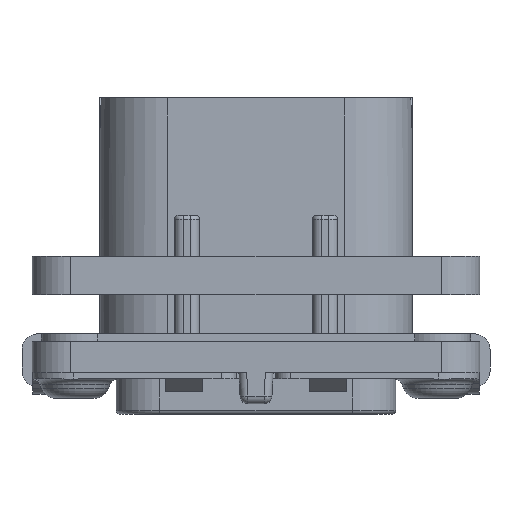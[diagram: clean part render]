
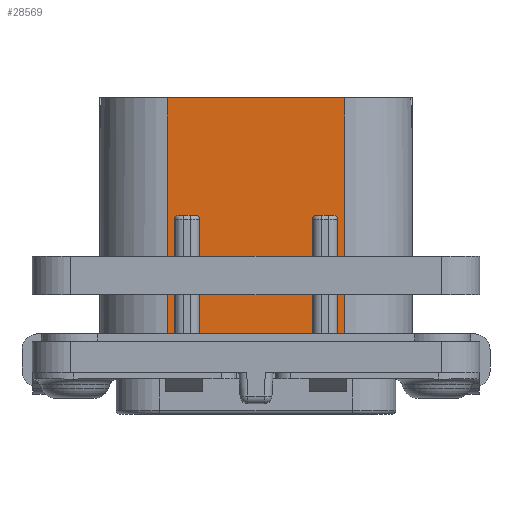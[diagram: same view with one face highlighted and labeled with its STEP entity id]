
A CAD part, front view. The second image highlights one B-rep face of the part: STEP entity #28569.
In plain terms, the highlighted planar face has unit normal (0, -1, 0).
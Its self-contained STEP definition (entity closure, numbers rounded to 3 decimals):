
#1176=DIRECTION('',(1.,0.,0.));
#1177=VECTOR('',#1176,11.4);
#1178=CARTESIAN_POINT('',(-5.7,-9.,17.67));
#1179=LINE('',#1178,#1177);
#5114=DIRECTION('',(1.,0.,0.));
#5115=VECTOR('',#5114,0.45);
#5116=CARTESIAN_POINT('',(-5.7,-9.,2.));
#5117=LINE('',#5116,#5115);
#5126=CARTESIAN_POINT('',(-5.,-9.,9.87));
#5127=DIRECTION('',(0.,1.,0.));
#5128=DIRECTION('',(-1.,0.,0.));
#5129=AXIS2_PLACEMENT_3D('',#5126,#5127,#5128);
#5158=CARTESIAN_POINT('',(-3.9,-9.,9.87));
#5159=DIRECTION('',(0.,1.,0.));
#5160=DIRECTION('',(0.,0.,1.));
#5161=AXIS2_PLACEMENT_3D('',#5158,#5159,#5160);
#5171=DIRECTION('',(0.,0.,1.));
#5172=VECTOR('',#5171,7.87);
#5173=CARTESIAN_POINT('',(5.25,-9.,2.));
#5174=LINE('',#5173,#5172);
#5175=DIRECTION('',(1.,0.,0.));
#5176=VECTOR('',#5175,1.1);
#5177=CARTESIAN_POINT('',(3.9,-9.,10.12));
#5178=LINE('',#5177,#5176);
#5179=DIRECTION('',(0.,0.,1.));
#5180=VECTOR('',#5179,7.87);
#5181=CARTESIAN_POINT('',(3.65,-9.,2.));
#5182=LINE('',#5181,#5180);
#5183=DIRECTION('',(0.,0.,1.));
#5184=VECTOR('',#5183,7.87);
#5185=CARTESIAN_POINT('',(-3.65,-9.,2.));
#5186=LINE('',#5185,#5184);
#5187=DIRECTION('',(1.,0.,0.));
#5188=VECTOR('',#5187,1.1);
#5189=CARTESIAN_POINT('',(-5.,-9.,10.12));
#5190=LINE('',#5189,#5188);
#5191=DIRECTION('',(0.,0.,1.));
#5192=VECTOR('',#5191,7.87);
#5193=CARTESIAN_POINT('',(-5.25,-9.,2.));
#5194=LINE('',#5193,#5192);
#5195=DIRECTION('',(0.,0.,-1.));
#5196=VECTOR('',#5195,15.67);
#5197=CARTESIAN_POINT('',(-5.7,-9.,17.67));
#5198=LINE('',#5197,#5196);
#5199=DIRECTION('',(0.,0.,-1.));
#5200=VECTOR('',#5199,15.67);
#5201=CARTESIAN_POINT('',(5.7,-9.,17.67));
#5202=LINE('',#5201,#5200);
#5216=CARTESIAN_POINT('',(5.,-9.,9.87));
#5217=DIRECTION('',(0.,1.,0.));
#5218=DIRECTION('',(0.,0.,1.));
#5219=AXIS2_PLACEMENT_3D('',#5216,#5217,#5218);
#5258=CARTESIAN_POINT('',(3.9,-9.,9.87));
#5259=DIRECTION('',(0.,1.,0.));
#5260=DIRECTION('',(-1.,0.,0.));
#5261=AXIS2_PLACEMENT_3D('',#5258,#5259,#5260);
#5349=DIRECTION('',(1.,0.,0.));
#5350=VECTOR('',#5349,0.45);
#5351=CARTESIAN_POINT('',(5.25,-9.,2.));
#5352=LINE('',#5351,#5350);
#11296=DIRECTION('',(1.,0.,0.));
#11297=VECTOR('',#11296,7.3);
#11298=CARTESIAN_POINT('',(-3.65,-9.,2.));
#11299=LINE('',#11298,#11297);
#18239=CARTESIAN_POINT('',(-5.7,-9.,17.67));
#18240=CARTESIAN_POINT('',(-5.7,-9.,2.));
#18241=VERTEX_POINT('',#18239);
#18242=VERTEX_POINT('',#18240);
#18243=CARTESIAN_POINT('',(5.7,-9.,17.67));
#18244=CARTESIAN_POINT('',(5.7,-9.,2.));
#18245=VERTEX_POINT('',#18243);
#18246=VERTEX_POINT('',#18244);
#18397=CARTESIAN_POINT('',(-5.25,-9.,2.));
#18398=VERTEX_POINT('',#18397);
#18399=CARTESIAN_POINT('',(-3.65,-9.,2.));
#18400=CARTESIAN_POINT('',(3.65,-9.,2.));
#18401=VERTEX_POINT('',#18399);
#18402=VERTEX_POINT('',#18400);
#18403=CARTESIAN_POINT('',(5.25,-9.,2.));
#18404=VERTEX_POINT('',#18403);
#20856=CARTESIAN_POINT('',(-3.65,-9.,9.87));
#20858=VERTEX_POINT('',#20856);
#20860=CARTESIAN_POINT('',(-3.9,-9.,10.12));
#20862=VERTEX_POINT('',#20860);
#20883=CARTESIAN_POINT('',(-5.,-9.,10.12));
#20884=VERTEX_POINT('',#20883);
#20885=CARTESIAN_POINT('',(-5.25,-9.,9.87));
#20886=VERTEX_POINT('',#20885);
#20888=CARTESIAN_POINT('',(5.25,-9.,9.87));
#20890=VERTEX_POINT('',#20888);
#20892=CARTESIAN_POINT('',(5.,-9.,10.12));
#20894=VERTEX_POINT('',#20892);
#20895=CARTESIAN_POINT('',(3.9,-9.,10.12));
#20897=VERTEX_POINT('',#20895);
#20899=CARTESIAN_POINT('',(3.65,-9.,9.87));
#20901=VERTEX_POINT('',#20899);
#28539=CARTESIAN_POINT('',(-10.05,-9.,2.));
#28540=DIRECTION('',(0.,-1.,0.));
#28541=DIRECTION('',(1.,0.,0.));
#28542=AXIS2_PLACEMENT_3D('',#28539,#28540,#28541);
#28543=PLANE('',#28542);
#28545=ORIENTED_EDGE('',*,*,#28544,.T.);
#28547=ORIENTED_EDGE('',*,*,#28546,.F.);
#28549=ORIENTED_EDGE('',*,*,#28548,.F.);
#28551=ORIENTED_EDGE('',*,*,#28550,.F.);
#28553=ORIENTED_EDGE('',*,*,#28552,.F.);
#28555=ORIENTED_EDGE('',*,*,#28554,.F.);
#28556=ORIENTED_EDGE('',*,*,#28530,.T.);
#28557=ORIENTED_EDGE('',*,*,#28519,.F.);
#28558=ORIENTED_EDGE('',*,*,#28504,.F.);
#28559=ORIENTED_EDGE('',*,*,#28485,.F.);
#28560=ORIENTED_EDGE('',*,*,#28470,.F.);
#28561=ORIENTED_EDGE('',*,*,#28455,.F.);
#28562=ORIENTED_EDGE('',*,*,#22896,.F.);
#28563=ORIENTED_EDGE('',*,*,#23081,.T.);
#28564=ORIENTED_EDGE('',*,*,#23337,.T.);
#28566=ORIENTED_EDGE('',*,*,#28565,.F.);
#28567=EDGE_LOOP('',(#28545,#28547,#28549,#28551,#28553,#28555,#28556,#28557,
#28558,#28559,#28560,#28561,#28562,#28563,#28564,#28566));
#28568=FACE_OUTER_BOUND('',#28567,.F.);
#28569=ADVANCED_FACE('',(#28568),#28543,.T.);
#5130=CIRCLE('',#5129,0.25);
#5162=CIRCLE('',#5161,0.25);
#5220=CIRCLE('',#5219,0.25);
#5262=CIRCLE('',#5261,0.25);
#22896=EDGE_CURVE('',#18241,#18242,#5198,.T.);
#23081=EDGE_CURVE('',#18241,#18245,#1179,.T.);
#23337=EDGE_CURVE('',#18245,#18246,#5202,.T.);
#28455=EDGE_CURVE('',#18242,#18398,#5117,.T.);
#28470=EDGE_CURVE('',#18398,#20886,#5194,.T.);
#28485=EDGE_CURVE('',#20886,#20884,#5130,.T.);
#28504=EDGE_CURVE('',#20884,#20862,#5190,.T.);
#28519=EDGE_CURVE('',#20862,#20858,#5162,.T.);
#28530=EDGE_CURVE('',#18401,#20858,#5186,.T.);
#28544=EDGE_CURVE('',#18404,#20890,#5174,.T.);
#28546=EDGE_CURVE('',#20894,#20890,#5220,.T.);
#28548=EDGE_CURVE('',#20897,#20894,#5178,.T.);
#28550=EDGE_CURVE('',#20901,#20897,#5262,.T.);
#28552=EDGE_CURVE('',#18402,#20901,#5182,.T.);
#28554=EDGE_CURVE('',#18401,#18402,#11299,.T.);
#28565=EDGE_CURVE('',#18404,#18246,#5352,.T.);
